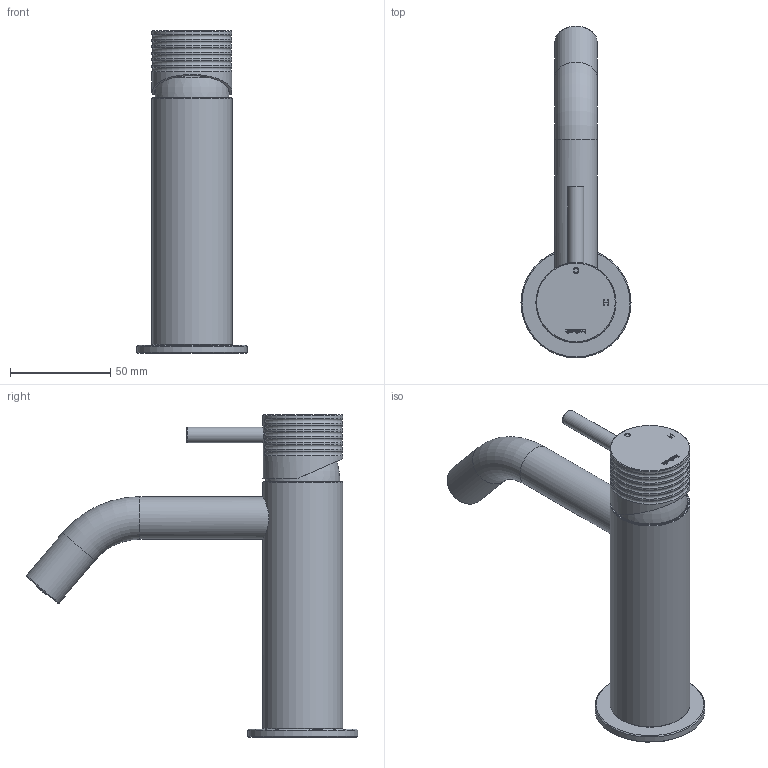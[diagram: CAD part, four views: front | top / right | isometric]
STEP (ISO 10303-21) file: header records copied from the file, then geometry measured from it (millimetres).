
FILE_DESCRIPTION(/* description */ ('Unknown'),/* implementation_level */ '2;1');
FILE_NAME(/* name */ 'AR003L-00 rel1',/* time_stamp */ '2023-12-14T17:49:50+01:00',/* author */ ('Unknown'),/* organization */ ('Unknown'),/* preprocessor_version */ 'ST-DEVELOPER v18.102',/* originating_system */ 'Solid Edge',/* authorisation */ 'Unknown');
FILE_SCHEMA (('AUTOMOTIVE_DESIGN {1 0 10303 214 3 1 1}'));
Length unit declared in the file: millimetre
Products named in the file (9): AR003L-00 rel1; AR003-06; AR003-17; CB004-005; AR003-01; AR003-13; AR003-028_oa_0; AR003-04; AR003-27
Assembly tree (8 placements, depth 3):
  AR003L-00 rel1
    AR003-06
    AR003-17
    CB004-005
    AR003-01
    AR003-13
    AR003-028_oa_0
      AR003-04
      AR003-27
Bounding box: 55 x 165.74 x 161 mm (x, y, z)
Volume: 87085.5 mm3; surface area: 64061.5 mm2
Topology: 7 solids, 153 shells, 1000 faces, 2039 edges, 1377 vertices
Faces by surface type: plane 634, cylinder 300, cone 34, torus 13, sphere 13, bspline 6
Full cylindrical faces by diameter (mm): 0.75 x146, 0.913 x1, 0.916 x1, 4.134 x3, 7.9 x1, 8 x1, 11 x1, 13.5 x1, 13.8 x1, 14 x1, 15 x2, 15.3 x2, 15.5 x1, 17 x2, 17.4 x2, 17.417 x2, 17.917 x2, 18.4 x1, 18.75 x1, 21.3 x2, 33.917 x2, 34 x1, 34.2 x1, 35.8 x3, 36.241 x1, 36.5 x1, 37 x1, 37.5 x1, 38 x1, 39 x1
Entity records: 32358 total; most frequent: CARTESIAN_POINT 5871, DIRECTION 4374, ORIENTED_EDGE 3278, AXIS2_PLACEMENT_3D 1789, EDGE_CURVE 1639, FACE_BOUND 1298, EDGE_LOOP 1292, VERTEX_POINT 1229
